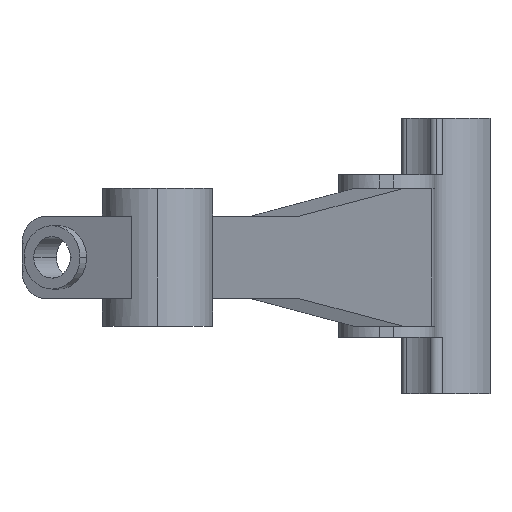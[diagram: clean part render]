
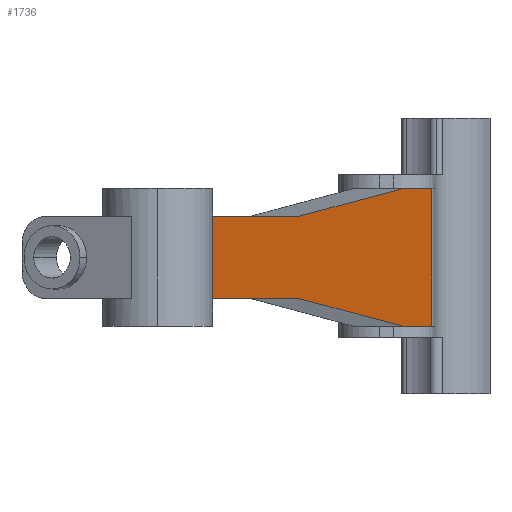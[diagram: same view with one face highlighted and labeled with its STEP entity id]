
A CAD part, left-side view. The second image highlights one B-rep face of the part: STEP entity #1736.
In plain terms, the highlighted planar face has unit normal (-0.469, -0.883, 0).
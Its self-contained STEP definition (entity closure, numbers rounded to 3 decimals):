
#44 = ORIENTED_EDGE ( 'NONE', *, *, #1629, .F. ) ;
#122 = LINE ( 'NONE', #1026, #1042 ) ;
#147 = LINE ( 'NONE', #852, #654 ) ;
#174 = LINE ( 'NONE', #1695, #1024 ) ;
#311 = DIRECTION ( 'NONE',  ( -0.883, 0.469, 0. ) ) ;
#358 = CARTESIAN_POINT ( 'NONE',  ( -6.338, 2.643, 5.4 ) ) ;
#375 = PLANE ( 'NONE',  #1093 ) ;
#379 = ORIENTED_EDGE ( 'NONE', *, *, #1800, .T. ) ;
#471 = CARTESIAN_POINT ( 'NONE',  ( -19.582, 9.685, 4.4 ) ) ;
#475 = FACE_OUTER_BOUND ( 'NONE', #992, .T. ) ;
#497 = ORIENTED_EDGE ( 'NONE', *, *, #1070, .F. ) ;
#511 = VERTEX_POINT ( 'NONE', #671 ) ;
#514 = ORIENTED_EDGE ( 'NONE', *, *, #1117, .F. ) ;
#522 = LINE ( 'NONE', #1840, #983 ) ;
#533 = EDGE_CURVE ( 'NONE', #511, #1883, #147, .T. ) ;
#543 = VERTEX_POINT ( 'NONE', #1600 ) ;
#562 = VERTEX_POINT ( 'NONE', #1015 ) ;
#654 = VECTOR ( 'NONE', #311, 1000. ) ;
#671 = CARTESIAN_POINT ( 'NONE',  ( -13.401, 6.398, 1.4 ) ) ;
#711 = ORIENTED_EDGE ( 'NONE', *, *, #1443, .F. ) ;
#803 = LINE ( 'NONE', #1474, #1630 ) ;
#816 = DIRECTION ( 'NONE',  ( -0.469, -0.883, 0. ) ) ;
#847 = VECTOR ( 'NONE', #1284, 1000. ) ;
#852 = CARTESIAN_POINT ( 'NONE',  ( -4.189, 1.5, 1.4 ) ) ;
#929 = VECTOR ( 'NONE', #1546, 1000. ) ;
#976 = LINE ( 'NONE', #1262, #847 ) ;
#978 = VECTOR ( 'NONE', #1836, 1000. ) ;
#983 = VECTOR ( 'NONE', #1816, 1000. ) ;
#984 = CARTESIAN_POINT ( 'NONE',  ( -4.409, 1.617, 0.4 ) ) ;
#987 = VERTEX_POINT ( 'NONE', #471 ) ;
#992 = EDGE_LOOP ( 'NONE', ( #711, #44, #1050, #1172, #379, #1037, #514, #497 ) ) ;
#1015 = CARTESIAN_POINT ( 'NONE',  ( -6.338, 2.643, 0.4 ) ) ;
#1024 = VECTOR ( 'NONE', #1824, 1000. ) ;
#1026 = CARTESIAN_POINT ( 'NONE',  ( -4.189, 1.5, 4.4 ) ) ;
#1037 = ORIENTED_EDGE ( 'NONE', *, *, #1240, .T. ) ;
#1042 = VECTOR ( 'NONE', #1603, 1000. ) ;
#1050 = ORIENTED_EDGE ( 'NONE', *, *, #533, .F. ) ;
#1064 = CARTESIAN_POINT ( 'NONE',  ( -19.582, 9.685, -5.864 ) ) ;
#1066 = LINE ( 'NONE', #984, #929 ) ;
#1070 = EDGE_CURVE ( 'NONE', #1166, #1650, #522, .T. ) ;
#1073 = VERTEX_POINT ( 'NONE', #1212 ) ;
#1093 = AXIS2_PLACEMENT_3D ( 'NONE', #1400, #816, #1096 ) ;
#1096 = DIRECTION ( 'NONE',  ( 0.883, -0.469, 0. ) ) ;
#1117 = EDGE_CURVE ( 'NONE', #1650, #543, #174, .T. ) ;
#1166 = VERTEX_POINT ( 'NONE', #1716 ) ;
#1172 = ORIENTED_EDGE ( 'NONE', *, *, #1524, .F. ) ;
#1212 = CARTESIAN_POINT ( 'NONE',  ( -4.409, 1.617, 0.4 ) ) ;
#1240 = EDGE_CURVE ( 'NONE', #1073, #543, #1066, .T. ) ;
#1262 = CARTESIAN_POINT ( 'NONE',  ( -4.189, 1.5, 0.4 ) ) ;
#1284 = DIRECTION ( 'NONE',  ( 0.883, -0.469, 0. ) ) ;
#1326 = DIRECTION ( 'NONE',  ( -0.876, 0.466, 0.124 ) ) ;
#1400 = CARTESIAN_POINT ( 'NONE',  ( -4.189, 1.5, 0.4 ) ) ;
#1443 = EDGE_CURVE ( 'NONE', #987, #1166, #122, .T. ) ;
#1474 = CARTESIAN_POINT ( 'NONE',  ( -4.222, 1.518, 0.1 ) ) ;
#1524 = EDGE_CURVE ( 'NONE', #562, #511, #803, .T. ) ;
#1546 = DIRECTION ( 'NONE',  ( 0., 0., 1. ) ) ;
#1600 = CARTESIAN_POINT ( 'NONE',  ( -4.409, 1.617, 5.4 ) ) ;
#1603 = DIRECTION ( 'NONE',  ( 0.883, -0.469, 0. ) ) ;
#1606 = LINE ( 'NONE', #1064, #978 ) ;
#1629 = EDGE_CURVE ( 'NONE', #1883, #987, #1606, .T. ) ;
#1630 = VECTOR ( 'NONE', #1326, 1000. ) ;
#1650 = VERTEX_POINT ( 'NONE', #358 ) ;
#1695 = CARTESIAN_POINT ( 'NONE',  ( -4.189, 1.5, 5.4 ) ) ;
#1716 = CARTESIAN_POINT ( 'NONE',  ( -13.401, 6.398, 4.4 ) ) ;
#1736 = ADVANCED_FACE ( 'NONE', ( #475 ), #375, .T. ) ;
#1741 = CARTESIAN_POINT ( 'NONE',  ( -19.582, 9.685, 1.4 ) ) ;
#1800 = EDGE_CURVE ( 'NONE', #562, #1073, #976, .T. ) ;
#1816 = DIRECTION ( 'NONE',  ( 0.876, -0.466, 0.124 ) ) ;
#1824 = DIRECTION ( 'NONE',  ( 0.883, -0.469, 0. ) ) ;
#1836 = DIRECTION ( 'NONE',  ( 0., 0., 1. ) ) ;
#1840 = CARTESIAN_POINT ( 'NONE',  ( -4.765, 1.806, 5.623 ) ) ;
#1883 = VERTEX_POINT ( 'NONE', #1741 ) ;
